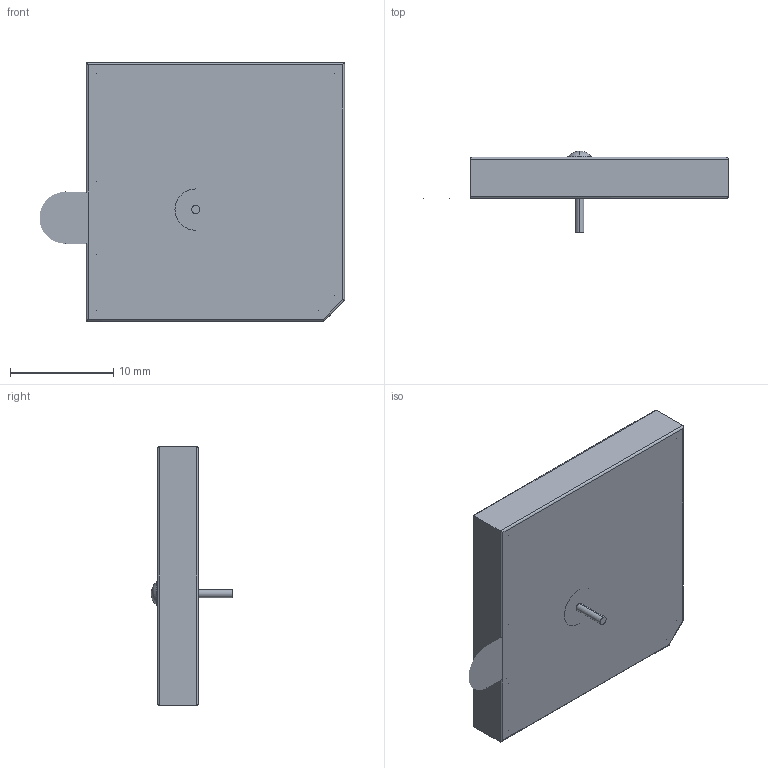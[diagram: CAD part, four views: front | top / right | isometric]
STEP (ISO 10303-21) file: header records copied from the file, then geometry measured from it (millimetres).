
FILE_DESCRIPTION (( 'STEP AP214' ), '1' );
FILE_NAME ('APAE1575R2540BBDB1-Treor.STEP', '2023-03-01T13:10:23', ( '' ), ( '' ), 'SwSTEP 2.0', 'SolidWorks 2021', '' );
FILE_SCHEMA (( 'AUTOMOTIVE_DESIGN' ));
Length unit declared in the file: millimetre
Products named in the file (1): APAE1575R2540BBDB1-Treor
Bounding box: 29.51 x 7.9 x 25 mm (x, y, z)
Volume: 2493.4 mm3; surface area: 2715.5 mm2
Topology: 2 solids, 2 shells, 186 faces, 489 edges, 323 vertices
Faces by surface type: plane 103, bspline 62, cylinder 17, torus 2, sphere 2
Entity records: 9328 total; most frequent: CARTESIAN_POINT 4807, ORIENTED_EDGE 972, DIRECTION 623, EDGE_CURVE 486, LINE 331, VECTOR 331, VERTEX_POINT 322, EDGE_LOOP 206
